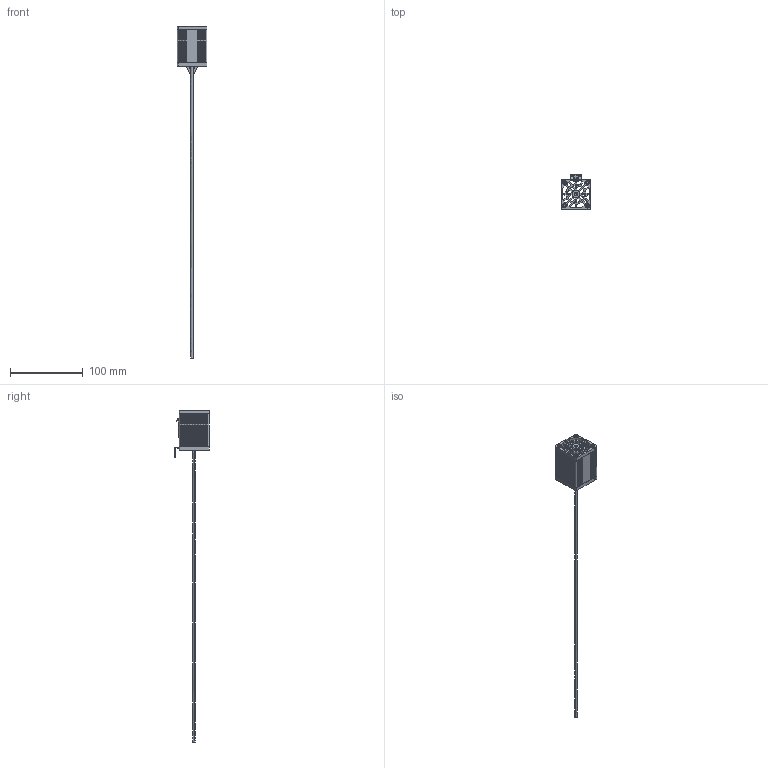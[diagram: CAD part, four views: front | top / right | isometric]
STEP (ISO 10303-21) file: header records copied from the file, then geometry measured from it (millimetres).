
FILE_DESCRIPTION(/* description */ (''),/* implementation_level */ '2;1');
FILE_NAME(/* name */ 'MHT5-MHT15',/* time_stamp */ '2014-05-30T16:33:35+02:00',/* author */ (''),/* organization */ (''),/* preprocessor_version */ 'ST-DEVELOPER v10',/* originating_system */ '',/* authorisation */ '');
FILE_SCHEMA (('CONFIG_CONTROL_DESIGN'));
Length unit declared in the file: millimetre
Products named in the file (1): 1
Bounding box: 41 x 46.83 x 455.2 mm (x, y, z)
Volume: 44054.3 mm3; surface area: 49602.7 mm2
Topology: 14 solids, 14 shells, 565 faces, 1579 edges, 1050 vertices
Faces by surface type: bspline 496, plane 69
Entity records: 19289 total; most frequent: CARTESIAN_POINT 10491, ORIENTED_EDGE 3158, EDGE_CURVE 1579, VERTEX_POINT 1050, B_SPLINE_CURVE_WITH_KNOTS 875, EDGE_LOOP 623, ADVANCED_FACE 565, FACE_OUTER_BOUND 565
